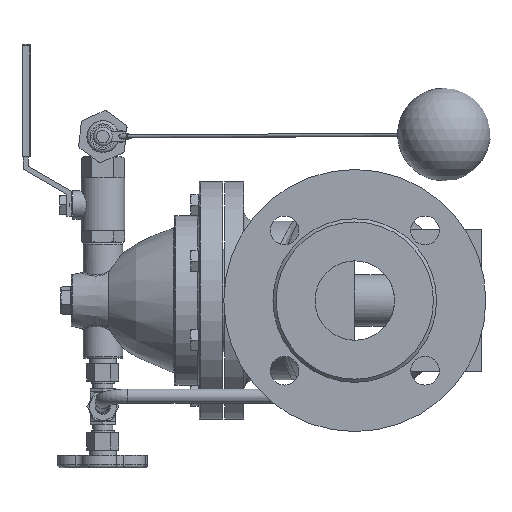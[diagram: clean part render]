
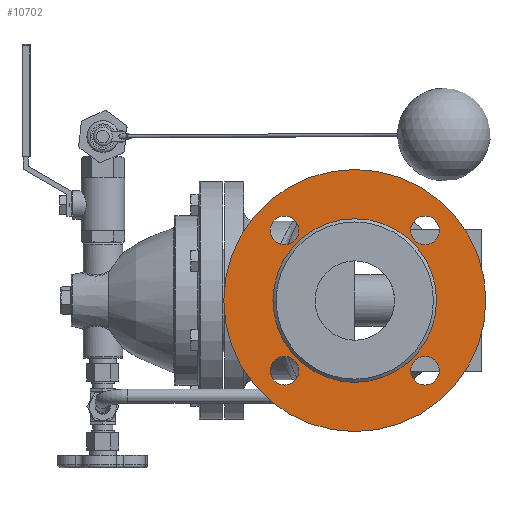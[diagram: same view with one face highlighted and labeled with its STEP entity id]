
A CAD part, left-side view. The second image highlights one B-rep face of the part: STEP entity #10702.
In plain terms, the highlighted planar face has unit normal (-1, 0, 0).
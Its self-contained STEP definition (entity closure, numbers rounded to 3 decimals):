
#465=FACE_BOUND('',#3680,.T.);
#466=FACE_BOUND('',#3681,.T.);
#467=FACE_BOUND('',#3682,.T.);
#468=FACE_BOUND('',#3683,.T.);
#469=FACE_BOUND('',#3684,.T.);
#1967=CIRCLE('',#11437,82.5);
#2092=CIRCLE('',#11678,9.);
#2093=CIRCLE('',#11680,9.);
#2094=CIRCLE('',#11682,9.);
#2095=CIRCLE('',#11684,9.);
#2097=CIRCLE('',#11688,51.5);
#2538=PLANE('',#11687);
#2975=FACE_OUTER_BOUND('',#3679,.T.);
#3679=EDGE_LOOP('',(#7820));
#3680=EDGE_LOOP('',(#7821));
#3681=EDGE_LOOP('',(#7822));
#3682=EDGE_LOOP('',(#7823));
#3683=EDGE_LOOP('',(#7824));
#3684=EDGE_LOOP('',(#7825));
#4435=VERTEX_POINT('',#15913);
#4711=VERTEX_POINT('',#20155);
#4712=VERTEX_POINT('',#20159);
#4713=VERTEX_POINT('',#20163);
#4714=VERTEX_POINT('',#20167);
#4716=VERTEX_POINT('',#20174);
#5430=EDGE_CURVE('',#4435,#4435,#1967,.T.);
#5844=EDGE_CURVE('',#4711,#4711,#2092,.T.);
#5846=EDGE_CURVE('',#4712,#4712,#2093,.T.);
#5848=EDGE_CURVE('',#4713,#4713,#2094,.T.);
#5850=EDGE_CURVE('',#4714,#4714,#2095,.T.);
#5853=EDGE_CURVE('',#4716,#4716,#2097,.T.);
#7820=ORIENTED_EDGE('',*,*,#5430,.F.);
#7821=ORIENTED_EDGE('',*,*,#5850,.F.);
#7822=ORIENTED_EDGE('',*,*,#5848,.F.);
#7823=ORIENTED_EDGE('',*,*,#5846,.F.);
#7824=ORIENTED_EDGE('',*,*,#5844,.F.);
#7825=ORIENTED_EDGE('',*,*,#5853,.T.);
#10702=ADVANCED_FACE('',(#2975,#465,#466,#467,#468,#469),#2538,.F.);
#11437=AXIS2_PLACEMENT_3D('',#15914,#12683,#12684);
#11678=AXIS2_PLACEMENT_3D('',#20156,#13299,#13300);
#11680=AXIS2_PLACEMENT_3D('',#20160,#13304,#13305);
#11682=AXIS2_PLACEMENT_3D('',#20164,#13309,#13310);
#11684=AXIS2_PLACEMENT_3D('',#20168,#13314,#13315);
#11687=AXIS2_PLACEMENT_3D('',#20173,#13321,#13322);
#11688=AXIS2_PLACEMENT_3D('',#20175,#13323,#13324);
#12683=DIRECTION('center_axis',(1.,0.,0.));
#12684=DIRECTION('ref_axis',(0.,0.,-1.));
#13299=DIRECTION('center_axis',(-1.,0.,0.));
#13300=DIRECTION('ref_axis',(0.,0.,1.));
#13304=DIRECTION('center_axis',(-1.,0.,0.));
#13305=DIRECTION('ref_axis',(0.,0.,1.));
#13309=DIRECTION('center_axis',(-1.,0.,0.));
#13310=DIRECTION('ref_axis',(0.,0.,1.));
#13314=DIRECTION('center_axis',(-1.,0.,0.));
#13315=DIRECTION('ref_axis',(0.,0.,1.));
#13321=DIRECTION('center_axis',(1.,0.,0.));
#13322=DIRECTION('ref_axis',(0.,0.,-1.));
#13323=DIRECTION('center_axis',(1.,0.,0.));
#13324=DIRECTION('ref_axis',(0.,0.,1.));
#15913=CARTESIAN_POINT('',(-105.5,0.,82.5));
#15914=CARTESIAN_POINT('Origin',(-105.5,0.,0.));
#20155=CARTESIAN_POINT('',(-105.5,44.194,-53.194));
#20156=CARTESIAN_POINT('Origin',(-105.5,44.194,-44.194));
#20159=CARTESIAN_POINT('',(-105.5,44.194,35.194));
#20160=CARTESIAN_POINT('Origin',(-105.5,44.194,44.194));
#20163=CARTESIAN_POINT('',(-105.5,-44.194,35.194));
#20164=CARTESIAN_POINT('Origin',(-105.5,-44.194,44.194));
#20167=CARTESIAN_POINT('',(-105.5,-44.194,-53.194));
#20168=CARTESIAN_POINT('Origin',(-105.5,-44.194,-44.194));
#20173=CARTESIAN_POINT('Origin',(-105.5,0.,0.));
#20174=CARTESIAN_POINT('',(-105.5,0.,-51.5));
#20175=CARTESIAN_POINT('Origin',(-105.5,0.,0.));
